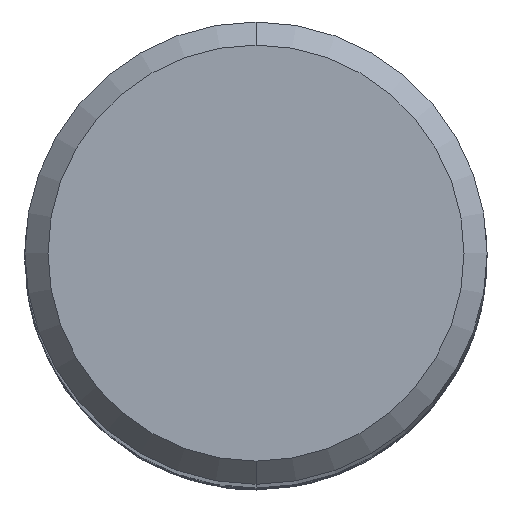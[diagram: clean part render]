
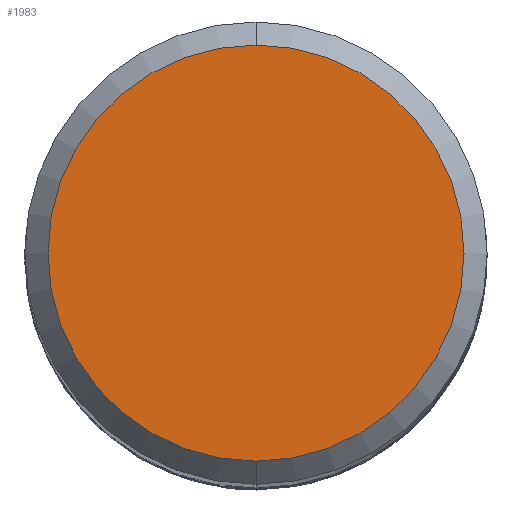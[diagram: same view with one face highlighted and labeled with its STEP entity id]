
A CAD part, top view. The second image highlights one B-rep face of the part: STEP entity #1983.
In plain terms, the highlighted planar face has unit normal (0, 0, 1).
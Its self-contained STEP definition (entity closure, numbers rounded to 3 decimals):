
#935=VERTEX_POINT('',#2328);
#965=EDGE_CURVE('',#935,#1059,#2359,.T.);
#1059=VERTEX_POINT('',#2461);
#1739=EDGE_CURVE('',#1059,#935,#3210,.T.);
#1983=ADVANCED_FACE('',(#3474),#3475,.T.);
#2328=CARTESIAN_POINT('',(0.0,4.5,0.0));
#2359=CIRCLE('',#6191,4.5);
#2461=CARTESIAN_POINT('',(0.,-4.5,0.0));
#3210=CIRCLE('',#17722,4.5);
#3474=FACE_OUTER_BOUND('',#19444,.T.);
#3475=PLANE('',#19445);
#6191=AXIS2_PLACEMENT_3D('',#20846,#20847,#20848);
#17722=AXIS2_PLACEMENT_3D('',#21715,#21716,#21717);
#19444=EDGE_LOOP('',(#21977,#21978));
#19445=AXIS2_PLACEMENT_3D('',#21979,#21980,#21981);
#20846=CARTESIAN_POINT('',(0.0,0.0,0.0));
#20847=DIRECTION('',(0.0,0.0,-1.0));
#20848=DIRECTION('',(0.0,1.0,0.0));
#21715=CARTESIAN_POINT('',(0.0,0.0,0.0));
#21716=DIRECTION('',(0.0,0.0,-1.0));
#21717=DIRECTION('',(0.0,1.0,0.0));
#21977=ORIENTED_EDGE('',*,*,#965,.F.);
#21978=ORIENTED_EDGE('',*,*,#1739,.F.);
#21979=CARTESIAN_POINT('',(0.0,2.25,0.0));
#21980=DIRECTION('',(-0.0,0.0,1.0));
#21981=DIRECTION('',(0.0,-1.0,0.0));
